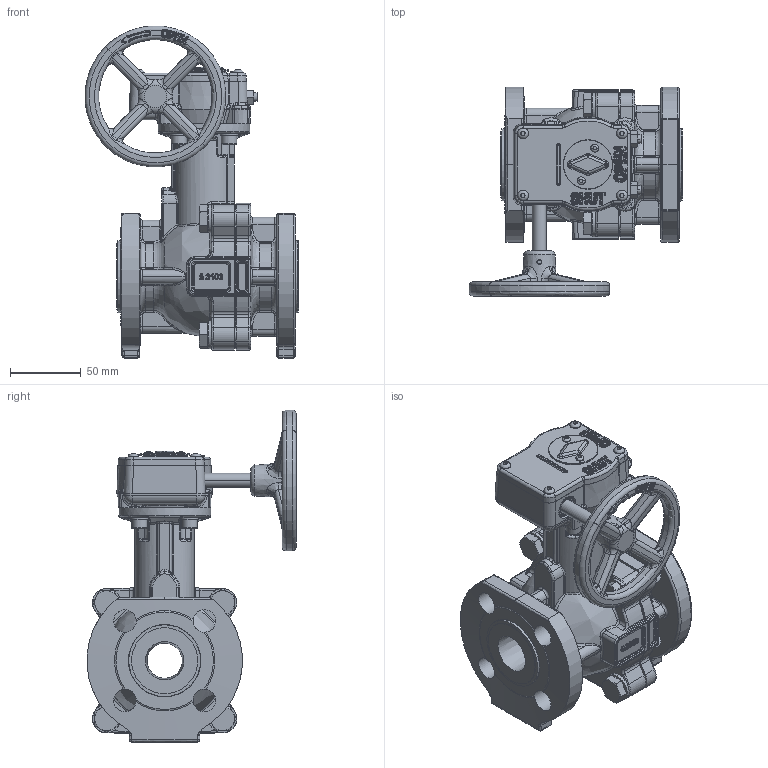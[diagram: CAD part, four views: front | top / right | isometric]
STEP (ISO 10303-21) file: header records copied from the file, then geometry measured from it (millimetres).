
FILE_DESCRIPTION(('HOOPS Exchange Step'),'2;1');
FILE_NAME('FK13011005.stp','2025-09-18T10:59:46+02:00',('nieru'),('Unknown organisation'),'HOOPS Exchange 2024.2','HOOPS Exchange','Unknown authorisation');
FILE_SCHEMA( ('AP203_CONFIGURATION_CONTROLLED_3D_DESIGN_OF_MECHANICAL_PARTS_AND_ASSEMBLIES_MIM_LF') );
Length unit declared in the file: millimetre
Products named in the file (4): 0; root
Assembly tree (3 placements, depth 3):
  root
    0
      0
      0
Bounding box: 151.2 x 148.49 x 234.79 mm (x, y, z)
Volume: 1048410.2 mm3; surface area: 182037.9 mm2
Topology: 19 solids, 19 shells, 2740 faces, 6736 edges, 4088 vertices
Faces by surface type: cylinder 854, bspline 734, plane 625, torus 248, cone 187, sphere 67, extrusion 25
Full cylindrical faces by diameter (mm): 2.2 x4, 3.5 x3, 4.134 x1, 6.759 x4, 7 x4, 7.6 x4, 8.376 x4, 9.188 x4, 10 x5, 10.5 x4, 10.984 x4, 11.5 x4, 12.505 x4, 15.4 x4, 16 x8, 20 x4, 32 x2, 36 x1, 46.8 x2, 50.8 x2, 65 x1, 96 x1, 102 x2
Entity records: 176761 total; most frequent: CARTESIAN_POINT 116806, ORIENTED_EDGE 13366, DIRECTION 11203, EDGE_CURVE 6683, AXIS2_PLACEMENT_3D 4490, VERTEX_POINT 4086, EDGE_LOOP 2895, FACE_BOUND 2895
